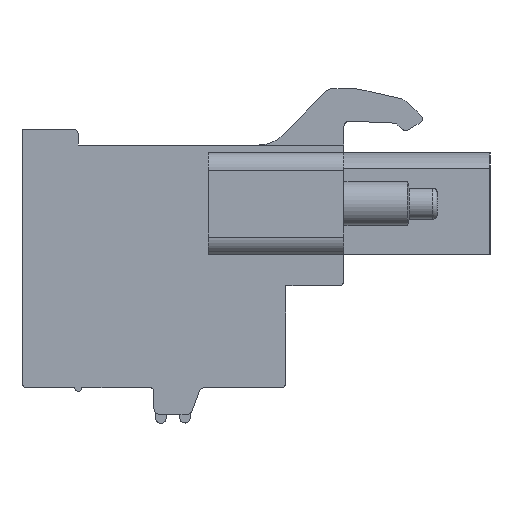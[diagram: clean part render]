
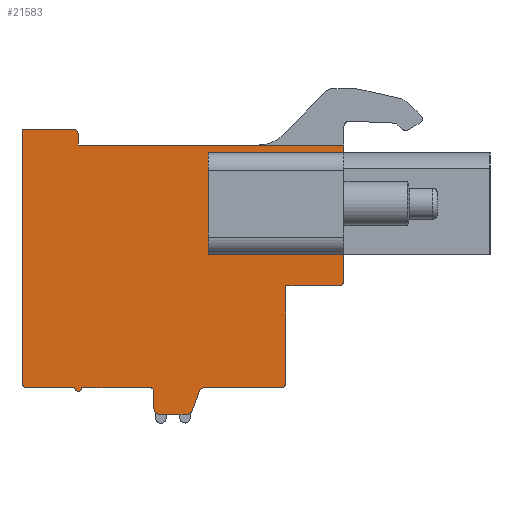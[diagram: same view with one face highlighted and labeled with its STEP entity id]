
A CAD part, left-side view. The second image highlights one B-rep face of the part: STEP entity #21583.
In plain terms, the highlighted planar face has unit normal (-1, 0, 0).
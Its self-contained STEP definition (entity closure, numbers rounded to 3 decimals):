
#3746=DIRECTION('',(0.,0.,1.));
#3747=VECTOR('',#3746,5.8);
#3748=CARTESIAN_POINT('',(-97.14,2.04,0.73));
#3749=LINE('',#3748,#3747);
#3798=DIRECTION('',(0.,0.,1.));
#3799=VECTOR('',#3798,5.8);
#3800=CARTESIAN_POINT('',(-97.14,-4.06,0.73));
#3801=LINE('',#3800,#3799);
#3802=DIRECTION('',(0.,1.,0.));
#3803=VECTOR('',#3802,6.1);
#3804=CARTESIAN_POINT('',(-97.14,-4.06,0.73));
#3805=LINE('',#3804,#3803);
#3806=DIRECTION('',(0.,1.,0.));
#3807=VECTOR('',#3806,6.1);
#3808=CARTESIAN_POINT('',(-97.14,-4.06,6.53));
#3809=LINE('',#3808,#3807);
#3810=CARTESIAN_POINT('',(-97.14,-5.36,-0.74));
#3811=DIRECTION('',(1.,0.,0.));
#3812=DIRECTION('',(0.,-1.,0.));
#3813=AXIS2_PLACEMENT_3D('',#3810,#3811,#3812);
#3815=DIRECTION('',(0.,-1.,0.));
#3816=VECTOR('',#3815,3.);
#3817=CARTESIAN_POINT('',(-97.14,-2.36,-1.04));
#3818=LINE('',#3817,#3816);
#3819=CARTESIAN_POINT('',(-97.14,-2.06,-6.54));
#3820=DIRECTION('',(1.,0.,0.));
#3821=DIRECTION('',(0.,-1.,0.));
#3822=AXIS2_PLACEMENT_3D('',#3819,#3820,#3821);
#3824=DIRECTION('',(0.,1.,0.));
#3825=VECTOR('',#3824,4.34);
#3826=CARTESIAN_POINT('',(-97.14,-2.06,-6.84));
#3827=LINE('',#3826,#3825);
#3828=CARTESIAN_POINT('',(-97.14,2.28,-7.14));
#3829=DIRECTION('',(-1.,0.,0.));
#3830=DIRECTION('',(0.,0.,1.));
#3831=AXIS2_PLACEMENT_3D('',#3828,#3829,#3830);
#3833=DIRECTION('',(0.,0.345,-0.939));
#3834=VECTOR('',#3833,1.179);
#3835=CARTESIAN_POINT('',(-97.14,2.562,-7.037));
#3836=LINE('',#3835,#3834);
#3837=CARTESIAN_POINT('',(-97.14,3.25,-8.04));
#3838=DIRECTION('',(1.,0.,0.));
#3839=DIRECTION('',(0.,-0.939,-0.345));
#3840=AXIS2_PLACEMENT_3D('',#3837,#3838,#3839);
#3842=DIRECTION('',(0.,1.,0.));
#3843=VECTOR('',#3842,1.59);
#3844=CARTESIAN_POINT('',(-97.14,3.25,-8.34));
#3845=LINE('',#3844,#3843);
#3846=CARTESIAN_POINT('',(-97.14,4.84,-8.04));
#3847=DIRECTION('',(1.,0.,0.));
#3848=DIRECTION('',(0.,0.,-1.));
#3849=AXIS2_PLACEMENT_3D('',#3846,#3847,#3848);
#3851=DIRECTION('',(0.,0.,1.));
#3852=VECTOR('',#3851,1.);
#3853=CARTESIAN_POINT('',(-97.14,5.14,-8.04));
#3854=LINE('',#3853,#3852);
#3855=CARTESIAN_POINT('',(-97.14,5.34,-7.04));
#3856=DIRECTION('',(-1.,0.,0.));
#3857=DIRECTION('',(0.,-1.,0.));
#3858=AXIS2_PLACEMENT_3D('',#3855,#3856,#3857);
#3860=DIRECTION('',(0.,1.,0.));
#3861=VECTOR('',#3860,3.9);
#3862=CARTESIAN_POINT('',(-97.14,5.34,-6.84));
#3863=LINE('',#3862,#3861);
#3864=CARTESIAN_POINT('',(-97.14,9.44,-6.84));
#3865=DIRECTION('',(1.,0.,0.));
#3866=DIRECTION('',(0.,-1.,0.));
#3867=AXIS2_PLACEMENT_3D('',#3864,#3865,#3866);
#3869=DIRECTION('',(0.,1.,0.));
#3870=VECTOR('',#3869,2.7);
#3871=CARTESIAN_POINT('',(-97.14,9.64,-6.84));
#3872=LINE('',#3871,#3870);
#3873=CARTESIAN_POINT('',(-97.14,12.34,-6.54));
#3874=DIRECTION('',(1.,0.,0.));
#3875=DIRECTION('',(0.,0.,-1.));
#3876=AXIS2_PLACEMENT_3D('',#3873,#3874,#3875);
#3878=DIRECTION('',(0.,0.,1.));
#3879=VECTOR('',#3878,14.4);
#3880=CARTESIAN_POINT('',(-97.14,12.64,-6.54));
#3881=LINE('',#3880,#3879);
#3882=DIRECTION('',(0.,-1.,0.));
#3883=VECTOR('',#3882,2.9);
#3884=CARTESIAN_POINT('',(-97.14,12.64,7.86));
#3885=LINE('',#3884,#3883);
#3886=CARTESIAN_POINT('',(-97.14,9.74,7.56));
#3887=DIRECTION('',(1.,0.,0.));
#3888=DIRECTION('',(0.,0.,1.));
#3889=AXIS2_PLACEMENT_3D('',#3886,#3887,#3888);
#3891=DIRECTION('',(0.,0.,-1.));
#3892=VECTOR('',#3891,0.6);
#3893=CARTESIAN_POINT('',(-97.14,9.44,7.56));
#3894=LINE('',#3893,#3892);
#3895=DIRECTION('',(0.,-1.,0.));
#3896=VECTOR('',#3895,15.1);
#3897=CARTESIAN_POINT('',(-97.14,9.44,6.96));
#3898=LINE('',#3897,#3896);
#3899=DIRECTION('',(0.,0.,-1.));
#3900=VECTOR('',#3899,7.7);
#3901=CARTESIAN_POINT('',(-97.14,-5.66,6.96));
#3902=LINE('',#3901,#3900);
#3915=DIRECTION('',(0.,0.,1.));
#3916=VECTOR('',#3915,5.5);
#3917=CARTESIAN_POINT('',(-97.14,-2.36,-6.54));
#3918=LINE('',#3917,#3916);
#12327=CARTESIAN_POINT('',(-97.14,9.44,6.96));
#12328=CARTESIAN_POINT('',(-97.14,-5.66,6.96));
#12329=VERTEX_POINT('',#12327);
#12330=VERTEX_POINT('',#12328);
#12331=CARTESIAN_POINT('',(-97.14,-2.36,-6.54));
#12332=CARTESIAN_POINT('',(-97.14,-2.06,-6.84));
#12333=VERTEX_POINT('',#12331);
#12334=VERTEX_POINT('',#12332);
#12335=CARTESIAN_POINT('',(-97.14,2.28,-6.84));
#12336=VERTEX_POINT('',#12335);
#12337=CARTESIAN_POINT('',(-97.14,2.562,-7.037));
#12338=VERTEX_POINT('',#12337);
#12339=CARTESIAN_POINT('',(-97.14,2.968,-8.143));
#12340=VERTEX_POINT('',#12339);
#12341=CARTESIAN_POINT('',(-97.14,3.25,-8.34));
#12342=VERTEX_POINT('',#12341);
#12343=CARTESIAN_POINT('',(-97.14,4.84,-8.34));
#12344=VERTEX_POINT('',#12343);
#12345=CARTESIAN_POINT('',(-97.14,5.14,-8.04));
#12346=VERTEX_POINT('',#12345);
#12347=CARTESIAN_POINT('',(-97.14,5.14,-7.04));
#12348=VERTEX_POINT('',#12347);
#12349=CARTESIAN_POINT('',(-97.14,5.34,-6.84));
#12350=VERTEX_POINT('',#12349);
#12351=CARTESIAN_POINT('',(-97.14,9.24,-6.84));
#12352=VERTEX_POINT('',#12351);
#12353=CARTESIAN_POINT('',(-97.14,9.64,-6.84));
#12354=VERTEX_POINT('',#12353);
#12355=CARTESIAN_POINT('',(-97.14,12.34,-6.84));
#12356=VERTEX_POINT('',#12355);
#12357=CARTESIAN_POINT('',(-97.14,12.64,-6.54));
#12358=VERTEX_POINT('',#12357);
#12359=CARTESIAN_POINT('',(-97.14,12.64,7.86));
#12360=VERTEX_POINT('',#12359);
#12361=CARTESIAN_POINT('',(-97.14,9.74,7.86));
#12362=VERTEX_POINT('',#12361);
#12363=CARTESIAN_POINT('',(-97.14,9.44,7.56));
#12364=VERTEX_POINT('',#12363);
#15841=CARTESIAN_POINT('',(-97.14,2.04,0.73));
#15842=CARTESIAN_POINT('',(-97.14,2.04,6.53));
#15843=VERTEX_POINT('',#15841);
#15844=VERTEX_POINT('',#15842);
#15877=CARTESIAN_POINT('',(-97.14,-4.06,0.73));
#15878=CARTESIAN_POINT('',(-97.14,-4.06,6.53));
#15879=VERTEX_POINT('',#15877);
#15880=VERTEX_POINT('',#15878);
#16123=CARTESIAN_POINT('',(-97.14,-5.66,-0.74));
#16124=VERTEX_POINT('',#16123);
#16125=CARTESIAN_POINT('',(-97.14,-2.36,-1.04));
#16126=VERTEX_POINT('',#16125);
#16127=CARTESIAN_POINT('',(-97.14,-5.36,-1.04));
#16128=VERTEX_POINT('',#16127);
#21527=CARTESIAN_POINT('',(-97.14,0.,0.));
#21528=DIRECTION('',(1.,0.,0.));
#21529=DIRECTION('',(0.,-1.,0.));
#21530=AXIS2_PLACEMENT_3D('',#21527,#21528,#21529);
#21531=PLANE('',#21530);
#21533=ORIENTED_EDGE('',*,*,#21532,.T.);
#21535=ORIENTED_EDGE('',*,*,#21534,.F.);
#21537=ORIENTED_EDGE('',*,*,#21536,.F.);
#21539=ORIENTED_EDGE('',*,*,#21538,.T.);
#21541=ORIENTED_EDGE('',*,*,#21540,.T.);
#21543=ORIENTED_EDGE('',*,*,#21542,.T.);
#21545=ORIENTED_EDGE('',*,*,#21544,.T.);
#21547=ORIENTED_EDGE('',*,*,#21546,.T.);
#21549=ORIENTED_EDGE('',*,*,#21548,.T.);
#21551=ORIENTED_EDGE('',*,*,#21550,.T.);
#21553=ORIENTED_EDGE('',*,*,#21552,.T.);
#21555=ORIENTED_EDGE('',*,*,#21554,.T.);
#21557=ORIENTED_EDGE('',*,*,#21556,.T.);
#21559=ORIENTED_EDGE('',*,*,#21558,.T.);
#21561=ORIENTED_EDGE('',*,*,#21560,.T.);
#21563=ORIENTED_EDGE('',*,*,#21562,.T.);
#21565=ORIENTED_EDGE('',*,*,#21564,.T.);
#21567=ORIENTED_EDGE('',*,*,#21566,.T.);
#21569=ORIENTED_EDGE('',*,*,#21568,.T.);
#21571=ORIENTED_EDGE('',*,*,#21570,.T.);
#21573=ORIENTED_EDGE('',*,*,#21572,.T.);
#21574=ORIENTED_EDGE('',*,*,#16322,.T.);
#21575=EDGE_LOOP('',(#21533,#21535,#21537,#21539,#21541,#21543,#21545,#21547,
#21549,#21551,#21553,#21555,#21557,#21559,#21561,#21563,#21565,#21567,#21569,
#21571,#21573,#21574));
#21576=FACE_OUTER_BOUND('',#21575,.F.);
#21577=ORIENTED_EDGE('',*,*,#21493,.F.);
#21578=ORIENTED_EDGE('',*,*,#21519,.T.);
#21579=ORIENTED_EDGE('',*,*,#21422,.T.);
#21580=ORIENTED_EDGE('',*,*,#21454,.F.);
#21581=EDGE_LOOP('',(#21577,#21578,#21579,#21580));
#21582=FACE_BOUND('',#21581,.F.);
#21583=ADVANCED_FACE('',(#21576,#21582),#21531,.F.);
#3814=CIRCLE('',#3813,0.3);
#3823=CIRCLE('',#3822,0.3);
#3832=CIRCLE('',#3831,0.3);
#3841=CIRCLE('',#3840,0.3);
#3850=CIRCLE('',#3849,0.3);
#3859=CIRCLE('',#3858,0.2);
#3868=CIRCLE('',#3867,0.2);
#3877=CIRCLE('',#3876,0.3);
#3890=CIRCLE('',#3889,0.3);
#16322=EDGE_CURVE('',#12330,#16124,#3902,.T.);
#21422=EDGE_CURVE('',#15880,#15844,#3809,.T.);
#21454=EDGE_CURVE('',#15843,#15844,#3749,.T.);
#21493=EDGE_CURVE('',#15879,#15843,#3805,.T.);
#21519=EDGE_CURVE('',#15879,#15880,#3801,.T.);
#21532=EDGE_CURVE('',#16124,#16128,#3814,.T.);
#21534=EDGE_CURVE('',#16126,#16128,#3818,.T.);
#21536=EDGE_CURVE('',#12333,#16126,#3918,.T.);
#21538=EDGE_CURVE('',#12333,#12334,#3823,.T.);
#21540=EDGE_CURVE('',#12334,#12336,#3827,.T.);
#21542=EDGE_CURVE('',#12336,#12338,#3832,.T.);
#21544=EDGE_CURVE('',#12338,#12340,#3836,.T.);
#21546=EDGE_CURVE('',#12340,#12342,#3841,.T.);
#21548=EDGE_CURVE('',#12342,#12344,#3845,.T.);
#21550=EDGE_CURVE('',#12344,#12346,#3850,.T.);
#21552=EDGE_CURVE('',#12346,#12348,#3854,.T.);
#21554=EDGE_CURVE('',#12348,#12350,#3859,.T.);
#21556=EDGE_CURVE('',#12350,#12352,#3863,.T.);
#21558=EDGE_CURVE('',#12352,#12354,#3868,.T.);
#21560=EDGE_CURVE('',#12354,#12356,#3872,.T.);
#21562=EDGE_CURVE('',#12356,#12358,#3877,.T.);
#21564=EDGE_CURVE('',#12358,#12360,#3881,.T.);
#21566=EDGE_CURVE('',#12360,#12362,#3885,.T.);
#21568=EDGE_CURVE('',#12362,#12364,#3890,.T.);
#21570=EDGE_CURVE('',#12364,#12329,#3894,.T.);
#21572=EDGE_CURVE('',#12329,#12330,#3898,.T.);
